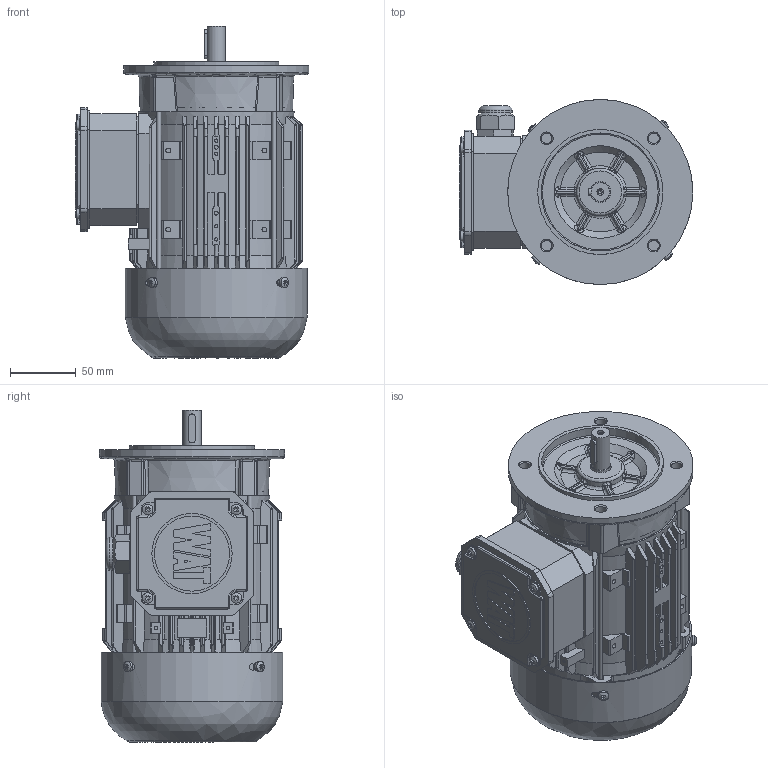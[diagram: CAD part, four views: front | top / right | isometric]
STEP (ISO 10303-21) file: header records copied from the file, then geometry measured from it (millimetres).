
FILE_DESCRIPTION(/* description */ (''),/* implementation_level */ '2;1');
FILE_NAME(/* name */ '(QE series) 71_B14b.stp',/* time_stamp */ '2024-07-29T12:50:00+03:00',/* author */ (''),/* organization */ (''),/* preprocessor_version */ 'ST-DEVELOPER v18.102',/* originating_system */ 'SIEMENS PLM Software NX2206.8101',/* authorisation */ '');
FILE_SCHEMA (('AUTOMOTIVE_DESIGN { 1 0 10303 214 3 1 1 1 }'));
Products named in the file (1): 001_objects
Bounding box: 177.35 x 140.48 x 252 mm (x, y, z)
Surface area: 444054.3 mm2 (no closed solid volume)
Topology: 0 solids, 28 shells, 2704 faces, 7228 edges, 4636 vertices
Faces by surface type: plane 1362, cylinder 677, bspline 333, cone 164, torus 85, extrusion 83
Full cylindrical faces by diameter (mm): 2.5 x10, 3 x5, 3.3 x13, 3.65 x12, 3.7 x3, 4 x12, 4.5 x4, 4.6 x2, 4.65 x4, 4.8 x4, 5 x6, 6 x1, 6.4 x1, 6.6 x1, 7 x1, 8 x13, 12 x1, 12.4 x1, 14 x1, 14.2 x2, 14.96 x1, 15 x2, 15.2 x1, 15.804 x1, 18 x1, 19 x1, 19.84 x1, 24 x1, 24.1 x1, 25.28 x1
Entity records: 97058 total; most frequent: CARTESIAN_POINT 34481, ORIENTED_EDGE 13956, DIRECTION 11227, EDGE_CURVE 6978, VERTEX_POINT 4621, AXIS2_PLACEMENT_3D 3875, VECTOR 3477, LINE 3394
